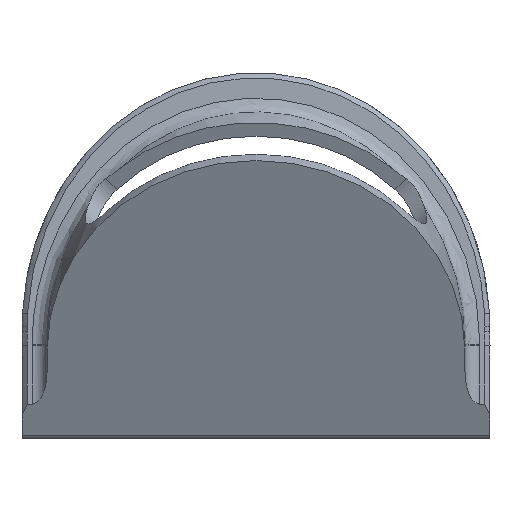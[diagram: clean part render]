
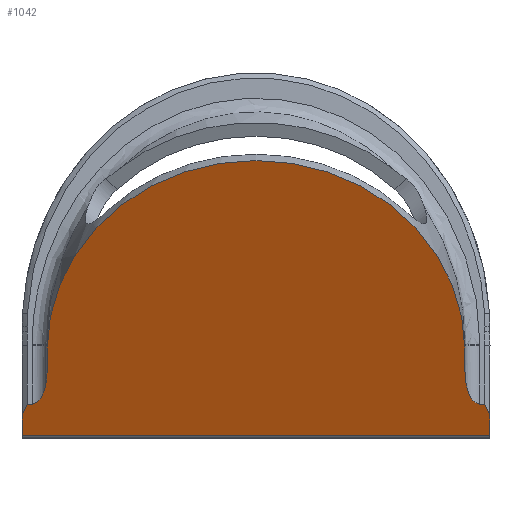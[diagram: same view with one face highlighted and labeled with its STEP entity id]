
A CAD part, top view. The second image highlights one B-rep face of the part: STEP entity #1042.
In plain terms, the highlighted planar face has unit normal (0, -0.423, 0.906).
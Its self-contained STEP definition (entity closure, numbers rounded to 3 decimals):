
#89=ELLIPSE('',#1133,7.099,3.);
#90=ELLIPSE('',#1135,7.099,3.);
#101=PLANE('',#1132);
#126=FACE_OUTER_BOUND('',#191,.T.);
#191=EDGE_LOOP('',(#709,#710,#711,#712,#713,#714,#715,#716,#717,#718,#719,
#720));
#261=LINE('',#1467,#339);
#262=LINE('',#1470,#340);
#263=LINE('',#1472,#341);
#264=LINE('',#1474,#342);
#265=LINE('',#1478,#343);
#266=LINE('',#1482,#344);
#267=LINE('',#1486,#345);
#268=LINE('',#1488,#346);
#269=LINE('',#1489,#347);
#339=VECTOR('',#1221,10.);
#340=VECTOR('',#1224,10.);
#341=VECTOR('',#1225,10.);
#342=VECTOR('',#1226,10.);
#343=VECTOR('',#1229,10.);
#344=VECTOR('',#1232,10.);
#345=VECTOR('',#1235,10.);
#346=VECTOR('',#1236,10.);
#347=VECTOR('',#1237,10.);
#418=CIRCLE('',#1134,41.7);
#445=VERTEX_POINT('',#1460);
#448=VERTEX_POINT('',#1465);
#449=VERTEX_POINT('',#1469);
#450=VERTEX_POINT('',#1471);
#451=VERTEX_POINT('',#1473);
#452=VERTEX_POINT('',#1475);
#453=VERTEX_POINT('',#1477);
#454=VERTEX_POINT('',#1479);
#455=VERTEX_POINT('',#1481);
#456=VERTEX_POINT('',#1483);
#457=VERTEX_POINT('',#1485);
#458=VERTEX_POINT('',#1487);
#548=EDGE_CURVE('',#448,#445,#261,.T.);
#549=EDGE_CURVE('',#449,#448,#262,.T.);
#550=EDGE_CURVE('',#450,#449,#263,.T.);
#551=EDGE_CURVE('',#451,#450,#264,.T.);
#552=EDGE_CURVE('',#451,#452,#89,.F.);
#553=EDGE_CURVE('',#452,#453,#265,.T.);
#554=EDGE_CURVE('',#453,#454,#418,.T.);
#555=EDGE_CURVE('',#454,#455,#266,.T.);
#556=EDGE_CURVE('',#456,#455,#90,.T.);
#557=EDGE_CURVE('',#457,#456,#267,.T.);
#558=EDGE_CURVE('',#458,#457,#268,.T.);
#559=EDGE_CURVE('',#445,#458,#269,.T.);
#709=ORIENTED_EDGE('',*,*,#548,.F.);
#710=ORIENTED_EDGE('',*,*,#549,.F.);
#711=ORIENTED_EDGE('',*,*,#550,.F.);
#712=ORIENTED_EDGE('',*,*,#551,.F.);
#713=ORIENTED_EDGE('',*,*,#552,.T.);
#714=ORIENTED_EDGE('',*,*,#553,.T.);
#715=ORIENTED_EDGE('',*,*,#554,.T.);
#716=ORIENTED_EDGE('',*,*,#555,.T.);
#717=ORIENTED_EDGE('',*,*,#556,.F.);
#718=ORIENTED_EDGE('',*,*,#557,.F.);
#719=ORIENTED_EDGE('',*,*,#558,.F.);
#720=ORIENTED_EDGE('',*,*,#559,.F.);
#1042=ADVANCED_FACE('',(#126),#101,.T.);
#1132=AXIS2_PLACEMENT_3D('',#1468,#1222,#1223);
#1133=AXIS2_PLACEMENT_3D('',#1476,#1227,#1228);
#1134=AXIS2_PLACEMENT_3D('',#1480,#1230,#1231);
#1135=AXIS2_PLACEMENT_3D('',#1484,#1233,#1234);
#1221=DIRECTION('',(-1.,0.,0.));
#1222=DIRECTION('center_axis',(0.,-0.423,
0.906));
#1223=DIRECTION('ref_axis',(1.,0.,0.));
#1224=DIRECTION('',(0.,-0.906,-0.423));
#1225=DIRECTION('',(0.389,-0.835,-0.389));
#1226=DIRECTION('',(1.,0.,0.));
#1227=DIRECTION('center_axis',(0.,-0.423,
0.906));
#1228=DIRECTION('ref_axis',(0.,-0.906,-0.423));
#1229=DIRECTION('',(0.,0.906,0.423));
#1230=DIRECTION('center_axis',(0.,-0.423,
0.906));
#1231=DIRECTION('ref_axis',(1.,0.,0.));
#1232=DIRECTION('',(0.,-0.906,-0.423));
#1233=DIRECTION('center_axis',(0.,-0.423,
0.906));
#1234=DIRECTION('ref_axis',(0.,-0.906,-0.423));
#1235=DIRECTION('',(1.,0.,0.));
#1236=DIRECTION('',(0.389,0.835,0.389));
#1237=DIRECTION('',(0.,0.906,0.423));
#1460=CARTESIAN_POINT('',(-46.7,-148.699,1.269));
#1465=CARTESIAN_POINT('',(46.7,-148.699,1.269));
#1467=CARTESIAN_POINT('',(-23.35,-148.699,1.269));
#1468=CARTESIAN_POINT('Origin',(0.,-120.249,
14.536));
#1469=CARTESIAN_POINT('',(46.7,-144.559,3.2));
#1470=CARTESIAN_POINT('',(46.7,-139.02,5.783));
#1471=CARTESIAN_POINT('',(45.7,-142.414,4.2));
#1472=CARTESIAN_POINT('',(37.922,-125.734,11.978));
#1473=CARTESIAN_POINT('',(44.7,-142.414,4.2));
#1474=CARTESIAN_POINT('',(1.549,-142.414,4.2));
#1475=CARTESIAN_POINT('',(41.7,-135.981,7.2));
#1476=CARTESIAN_POINT('Origin',(44.7,-135.981,7.2));
#1477=CARTESIAN_POINT('',(41.7,-131.645,9.222));
#1478=CARTESIAN_POINT('',(41.7,-147.225,1.957));
#1479=CARTESIAN_POINT('',(-41.7,-131.645,9.222));
#1480=CARTESIAN_POINT('Origin',(0.,-131.645,
9.222));
#1481=CARTESIAN_POINT('',(-41.7,-135.981,7.2));
#1482=CARTESIAN_POINT('',(-41.7,-131.645,9.222));
#1483=CARTESIAN_POINT('',(-44.7,-142.414,4.2));
#1484=CARTESIAN_POINT('Origin',(-44.7,-135.981,7.2));
#1485=CARTESIAN_POINT('',(-45.7,-142.414,4.2));
#1486=CARTESIAN_POINT('',(1.549,-142.414,4.2));
#1487=CARTESIAN_POINT('',(-46.7,-144.559,3.2));
#1488=CARTESIAN_POINT('',(-35.952,-121.509,13.948));
#1489=CARTESIAN_POINT('',(-46.7,-131.431,9.321));
